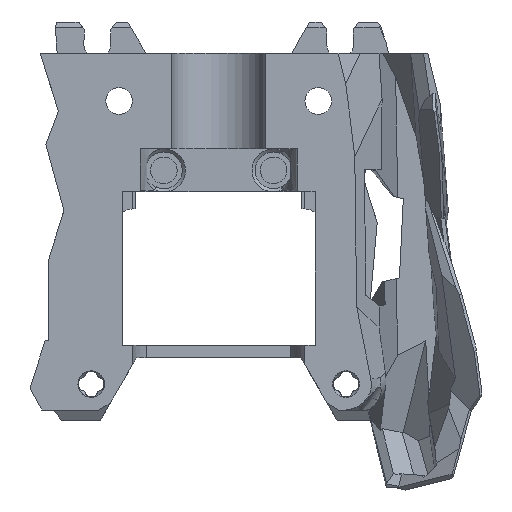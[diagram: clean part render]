
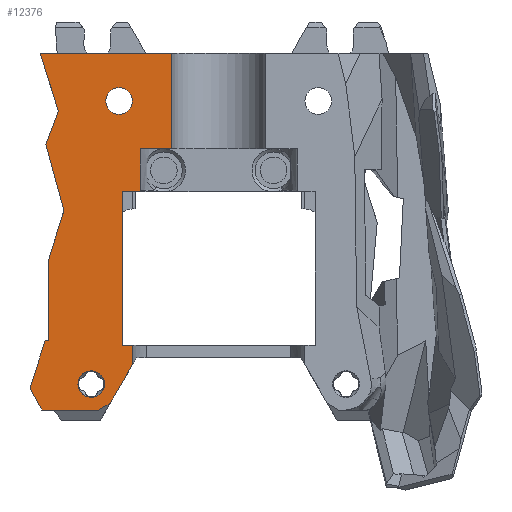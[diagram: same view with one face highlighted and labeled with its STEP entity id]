
A CAD part, front view. The second image highlights one B-rep face of the part: STEP entity #12376.
In plain terms, the highlighted planar face has unit normal (0, -1, 0).
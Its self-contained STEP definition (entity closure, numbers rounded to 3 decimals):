
#40=FACE_BOUND('',#2020,.T.);
#41=FACE_BOUND('',#2021,.T.);
#758=PLANE('',#13097);
#1369=FACE_OUTER_BOUND('',#2019,.T.);
#2019=EDGE_LOOP('',(#10916,#10917,#10918,#10919,#10920,#10921,#10922,#10923,
#10924,#10925,#10926,#10927,#10928,#10929,#10930,#10931,#10932,#10933,#10934,
#10935,#10936,#10937));
#2020=EDGE_LOOP('',(#10938));
#2021=EDGE_LOOP('',(#10939));
#2174=LINE('',#16149,#3596);
#2178=LINE('',#16156,#3600);
#2191=LINE('',#16183,#3613);
#2207=LINE('',#16216,#3629);
#2280=LINE('',#16374,#3702);
#2282=LINE('',#16377,#3704);
#2286=LINE('',#16384,#3708);
#2287=LINE('',#16386,#3709);
#2288=LINE('',#16389,#3710);
#2294=LINE('',#16400,#3716);
#2295=LINE('',#16403,#3717);
#2300=LINE('',#16411,#3722);
#3169=LINE('',#20690,#4591);
#3170=LINE('',#20692,#4592);
#3174=LINE('',#20701,#4596);
#3176=LINE('',#20735,#4598);
#3181=LINE('',#20765,#4603);
#3256=LINE('',#20952,#4678);
#3261=LINE('',#20964,#4683);
#3262=LINE('',#20966,#4684);
#3279=LINE('',#21053,#4701);
#3280=LINE('',#21054,#4702);
#3596=VECTOR('',#13280,10.);
#3600=VECTOR('',#13284,10.);
#3613=VECTOR('',#13299,10.);
#3629=VECTOR('',#13323,10.);
#3702=VECTOR('',#13444,10.);
#3704=VECTOR('',#13448,10.);
#3708=VECTOR('',#13454,10.);
#3709=VECTOR('',#13457,10.);
#3710=VECTOR('',#13460,10.);
#3716=VECTOR('',#13468,10.);
#3717=VECTOR('',#13471,10.);
#3722=VECTOR('',#13478,10.);
#4591=VECTOR('',#15229,10.);
#4592=VECTOR('',#15230,10.);
#4596=VECTOR('',#15238,10.);
#4598=VECTOR('',#15252,10.);
#4603=VECTOR('',#15263,10.);
#4678=VECTOR('',#15438,10.);
#4683=VECTOR('',#15449,10.);
#4684=VECTOR('',#15452,10.);
#4701=VECTOR('',#15517,10.);
#4702=VECTOR('',#15518,10.);
#5009=CIRCLE('',#12569,1.7);
#5014=CIRCLE('',#12575,1.7);
#5157=VERTEX_POINT('',#16146);
#5158=VERTEX_POINT('',#16148);
#5161=VERTEX_POINT('',#16155);
#5173=VERTEX_POINT('',#16180);
#5174=VERTEX_POINT('',#16182);
#5186=VERTEX_POINT('',#16214);
#5187=VERTEX_POINT('',#16215);
#5247=VERTEX_POINT('',#16371);
#5248=VERTEX_POINT('',#16373);
#5250=VERTEX_POINT('',#16382);
#5251=VERTEX_POINT('',#16388);
#5255=VERTEX_POINT('',#16398);
#5256=VERTEX_POINT('',#16402);
#5259=VERTEX_POINT('',#16413);
#5264=VERTEX_POINT('',#16425);
#6037=VERTEX_POINT('',#20687);
#6038=VERTEX_POINT('',#20689);
#6039=VERTEX_POINT('',#20691);
#6041=VERTEX_POINT('',#20699);
#6042=VERTEX_POINT('',#20700);
#6051=VERTEX_POINT('',#20733);
#6052=VERTEX_POINT('',#20734);
#6109=VERTEX_POINT('',#20950);
#6110=VERTEX_POINT('',#20954);
#6350=EDGE_CURVE('',#5158,#5157,#2174,.T.);
#6354=EDGE_CURVE('',#5158,#5161,#2178,.T.);
#6367=EDGE_CURVE('',#5173,#5174,#2191,.T.);
#6383=EDGE_CURVE('',#5186,#5187,#2207,.T.);
#6460=EDGE_CURVE('',#5248,#5247,#2280,.T.);
#6462=EDGE_CURVE('',#5247,#5187,#2282,.F.);
#6466=EDGE_CURVE('',#5186,#5250,#2286,.T.);
#6467=EDGE_CURVE('',#5174,#5250,#2287,.T.);
#6468=EDGE_CURVE('',#5251,#5173,#2288,.T.);
#6474=EDGE_CURVE('',#5251,#5255,#2294,.F.);
#6475=EDGE_CURVE('',#5256,#5255,#2295,.T.);
#6480=EDGE_CURVE('',#5161,#5256,#2300,.T.);
#6481=EDGE_CURVE('',#5259,#5259,#5009,.T.);
#6487=EDGE_CURVE('',#5264,#5264,#5014,.T.);
#7663=EDGE_CURVE('',#6038,#6037,#3169,.T.);
#7664=EDGE_CURVE('',#6039,#6038,#3170,.T.);
#7668=EDGE_CURVE('',#6041,#6042,#3174,.T.);
#7678=EDGE_CURVE('',#6051,#6052,#3176,.T.);
#7688=EDGE_CURVE('',#6042,#6051,#3181,.T.);
#7778=EDGE_CURVE('',#6052,#6109,#3256,.T.);
#7785=EDGE_CURVE('',#6039,#6110,#3261,.T.);
#7786=EDGE_CURVE('',#5157,#6110,#3262,.T.);
#7819=EDGE_CURVE('',#6037,#6041,#3279,.T.);
#7820=EDGE_CURVE('',#5248,#6109,#3280,.T.);
#10916=ORIENTED_EDGE('',*,*,#7663,.T.);
#10917=ORIENTED_EDGE('',*,*,#7819,.T.);
#10918=ORIENTED_EDGE('',*,*,#7668,.T.);
#10919=ORIENTED_EDGE('',*,*,#7688,.T.);
#10920=ORIENTED_EDGE('',*,*,#7678,.T.);
#10921=ORIENTED_EDGE('',*,*,#7778,.T.);
#10922=ORIENTED_EDGE('',*,*,#7820,.F.);
#10923=ORIENTED_EDGE('',*,*,#6460,.T.);
#10924=ORIENTED_EDGE('',*,*,#6462,.T.);
#10925=ORIENTED_EDGE('',*,*,#6383,.F.);
#10926=ORIENTED_EDGE('',*,*,#6466,.T.);
#10927=ORIENTED_EDGE('',*,*,#6467,.F.);
#10928=ORIENTED_EDGE('',*,*,#6367,.F.);
#10929=ORIENTED_EDGE('',*,*,#6468,.F.);
#10930=ORIENTED_EDGE('',*,*,#6474,.T.);
#10931=ORIENTED_EDGE('',*,*,#6475,.F.);
#10932=ORIENTED_EDGE('',*,*,#6480,.F.);
#10933=ORIENTED_EDGE('',*,*,#6354,.F.);
#10934=ORIENTED_EDGE('',*,*,#6350,.T.);
#10935=ORIENTED_EDGE('',*,*,#7786,.T.);
#10936=ORIENTED_EDGE('',*,*,#7785,.F.);
#10937=ORIENTED_EDGE('',*,*,#7664,.T.);
#10938=ORIENTED_EDGE('',*,*,#6481,.F.);
#10939=ORIENTED_EDGE('',*,*,#6487,.T.);
#12376=ADVANCED_FACE('',(#1369,#40,#41),#758,.F.);
#12569=AXIS2_PLACEMENT_3D('',#16414,#13481,#13482);
#12575=AXIS2_PLACEMENT_3D('',#16426,#13494,#13495);
#13097=AXIS2_PLACEMENT_3D('',#21052,#15515,#15516);
#13280=DIRECTION('',(0.5,0.,0.866));
#13284=DIRECTION('',(-0.5,0.,-0.866));
#13299=DIRECTION('',(1.,0.,0.));
#13323=DIRECTION('',(-0.264,0.,0.964));
#13444=DIRECTION('',(0.299,0.,-0.954));
#13448=DIRECTION('',(0.355,0.,0.935));
#13454=DIRECTION('',(-0.298,0.,-0.955));
#13457=DIRECTION('',(0.,0.,1.));
#13460=DIRECTION('',(0.298,0.,0.955));
#13468=DIRECTION('',(-0.481,0.,0.877));
#13471=DIRECTION('',(-1.,0.,0.));
#13478=DIRECTION('',(-0.866,0.,-0.5));
#13481=DIRECTION('center_axis',(0.,-1.,0.));
#13482=DIRECTION('ref_axis',(0.,0.,
-1.));
#13494=DIRECTION('center_axis',(0.,1.,0.));
#13495=DIRECTION('ref_axis',(1.,0.,0.));
#15229=DIRECTION('',(0.,0.,1.));
#15230=DIRECTION('',(0.,0.,1.));
#15238=DIRECTION('',(-0.707,0.,0.707));
#15252=DIRECTION('',(1.,0.,0.));
#15263=DIRECTION('',(0.,0.,1.));
#15438=DIRECTION('',(0.,0.,1.));
#15449=DIRECTION('',(1.,0.,0.));
#15452=DIRECTION('',(0.,0.,1.));
#15515=DIRECTION('center_axis',(0.,1.,0.));
#15516=DIRECTION('ref_axis',(0.,0.,
1.));
#15517=DIRECTION('',(1.,0.,0.));
#15518=DIRECTION('',(1.,0.,0.));
#16146=CARTESIAN_POINT('',(69.,0.,21.795));
#16148=CARTESIAN_POINT('',(67.7,0.,19.543));
#16149=CARTESIAN_POINT('',(74.007,0.,30.468));
#16155=CARTESIAN_POINT('',(66.155,0.,16.867));
#16156=CARTESIAN_POINT('',(68.435,0.,20.816));
#16180=CARTESIAN_POINT('',(57.843,0.,24.848));
#16182=CARTESIAN_POINT('',(58.231,0.,24.848));
#16183=CARTESIAN_POINT('',(82.198,0.,24.848));
#16214=CARTESIAN_POINT('',(60.261,0.,41.455));
#16215=CARTESIAN_POINT('',(57.944,0.,49.916));
#16216=CARTESIAN_POINT('',(60.421,0.,40.87));
#16371=CARTESIAN_POINT('',(59.545,0.,54.132));
#16373=CARTESIAN_POINT('',(57.233,0.,61.5));
#16374=CARTESIAN_POINT('',(57.233,0.,61.5));
#16377=CARTESIAN_POINT('',(56.098,0.,45.055));
#16382=CARTESIAN_POINT('',(58.231,0.,34.956));
#16384=CARTESIAN_POINT('',(60.261,0.,41.455));
#16386=CARTESIAN_POINT('',(58.231,0.,28.03));
#16388=CARTESIAN_POINT('',(55.933,0.,18.732));
#16389=CARTESIAN_POINT('',(56.892,0.,21.804));
#16398=CARTESIAN_POINT('',(57.431,0.,16.001));
#16400=CARTESIAN_POINT('',(54.95,0.,20.521));
#16402=CARTESIAN_POINT('',(64.655,0.,16.001));
#16403=CARTESIAN_POINT('',(56.507,0.,16.001));
#16411=CARTESIAN_POINT('',(80.496,0.,25.147));
#16413=CARTESIAN_POINT('',(67.3,0.,57.124));
#16414=CARTESIAN_POINT('Origin',(67.3,0.,
55.424));
#16425=CARTESIAN_POINT('',(62.05,0.,19.301));
#16426=CARTESIAN_POINT('Origin',(63.75,0.,
19.301));
#20687=CARTESIAN_POINT('',(67.7,0.,43.825));
#20689=CARTESIAN_POINT('',(67.7,0.,41.648));
#20690=CARTESIAN_POINT('',(67.7,0.,36.791));
#20691=CARTESIAN_POINT('',(67.7,0.,24.291));
#20692=CARTESIAN_POINT('',(67.7,0.,39.464));
#20699=CARTESIAN_POINT('',(70.2,0.,43.825));
#20700=CARTESIAN_POINT('',(70.,0.,44.025));
#20701=CARTESIAN_POINT('',(70.2,0.,43.825));
#20733=CARTESIAN_POINT('',(70.,0.,49.325));
#20734=CARTESIAN_POINT('',(74.,0.,49.325));
#20735=CARTESIAN_POINT('',(88.349,0.,49.325));
#20765=CARTESIAN_POINT('',(70.,0.,48.325));
#20950=CARTESIAN_POINT('',(74.,0.,61.5));
#20952=CARTESIAN_POINT('',(74.,0.,32.355));
#20954=CARTESIAN_POINT('',(69.,0.,24.291));
#20964=CARTESIAN_POINT('',(67.7,0.,24.291));
#20966=CARTESIAN_POINT('',(69.,0.,22.675));
#21052=CARTESIAN_POINT('Origin',(96.698,0.,
31.934));
#21053=CARTESIAN_POINT('',(88.599,0.,43.825));
#21054=CARTESIAN_POINT('',(60.267,0.,61.5));
